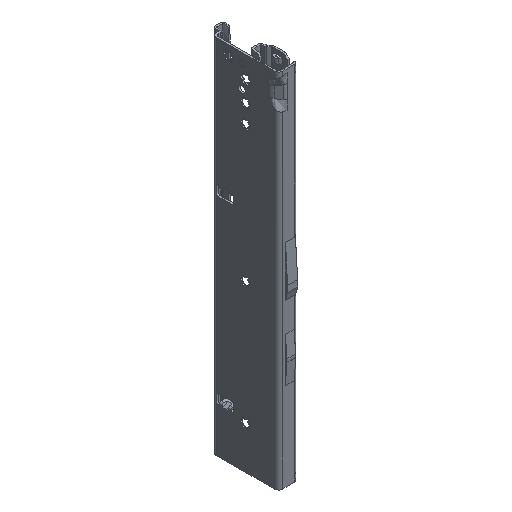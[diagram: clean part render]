
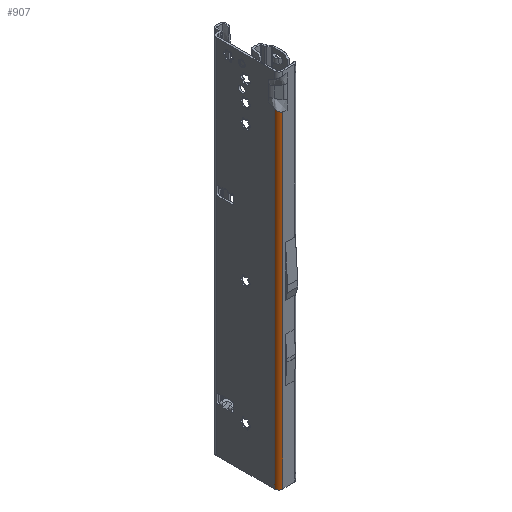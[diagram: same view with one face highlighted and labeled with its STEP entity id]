
A CAD part, isometric view. The second image highlights one B-rep face of the part: STEP entity #907.
In plain terms, the highlighted cylindrical face has radius 3.5 mm (diameter 7 mm), a partial arc.
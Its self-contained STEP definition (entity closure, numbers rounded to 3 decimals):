
#446 = VECTOR ( 'NONE', #5212, 1000. ) ;
#581 = CARTESIAN_POINT ( 'NONE',  ( 2., -25.865, -450.031 ) ) ;
#907 = ADVANCED_FACE ( 'NONE', ( #32702 ), #5892, .T. ) ;
#949 = AXIS2_PLACEMENT_3D ( 'NONE', #30951, #10018, #10209 ) ;
#1920 = AXIS2_PLACEMENT_3D ( 'NONE', #581, #15271, #29977 ) ;
#2299 = B_SPLINE_CURVE_WITH_KNOTS ( 'NONE', 3,
 ( #13896, #3492, #6246, #33054, #12120, #20727, #38744 ),
 .UNSPECIFIED., .F., .F.,
 ( 4, 1, 1, 1, 4 ),
 ( 0.352, 0.457, 0.562, 0.666, 0.771 ),
 .UNSPECIFIED. ) ;
#2848 = VECTOR ( 'NONE', #4906, 1000. ) ;
#3492 = CARTESIAN_POINT ( 'NONE',  ( -1.5, -26.337, -27.296 ) ) ;
#4171 = CARTESIAN_POINT ( 'NONE',  ( -1.5, -25.865, -27.076 ) ) ;
#4906 = DIRECTION ( 'NONE',  ( 0., 0., 1. ) ) ;
#5118 = CARTESIAN_POINT ( 'NONE',  ( 2., -29.365, -29.389 ) ) ;
#5212 = DIRECTION ( 'NONE',  ( 0., 0., 1. ) ) ;
#5892 = CYLINDRICAL_SURFACE ( 'NONE', #1920, 3.5 ) ;
#6246 = CARTESIAN_POINT ( 'NONE',  ( -1.312, -27.235, -27.752 ) ) ;
#8835 = VERTEX_POINT ( 'NONE', #19564 ) ;
#10018 = DIRECTION ( 'NONE',  ( 0., 0., 1. ) ) ;
#10209 = DIRECTION ( 'NONE',  ( 1., 0., 0. ) ) ;
#10813 = CARTESIAN_POINT ( 'NONE',  ( -1.5, -25.865, -300. ) ) ;
#10858 = VERTEX_POINT ( 'NONE', #4171 ) ;
#11315 = EDGE_CURVE ( 'NONE', #8835, #32815, #37019, .T. ) ;
#11354 = EDGE_CURVE ( 'NONE', #37512, #8835, #17839, .T. ) ;
#11524 = ORIENTED_EDGE ( 'NONE', *, *, #38082, .F. ) ;
#12120 = CARTESIAN_POINT ( 'NONE',  ( 0.537, -29.146, -29.002 ) ) ;
#13896 = CARTESIAN_POINT ( 'NONE',  ( -1.5, -25.865, -27.076 ) ) ;
#15271 = DIRECTION ( 'NONE',  ( 0., 0., 1. ) ) ;
#17839 = CIRCLE ( 'NONE', #949, 3.5 ) ;
#19564 = CARTESIAN_POINT ( 'NONE',  ( 2., -29.365, -300. ) ) ;
#20474 = CARTESIAN_POINT ( 'NONE',  ( -1.5, -25.865, -300. ) ) ;
#20727 = CARTESIAN_POINT ( 'NONE',  ( 1.495, -29.365, -29.291 ) ) ;
#21733 = EDGE_LOOP ( 'NONE', ( #11524, #31437, #27079, #37620 ) ) ;
#27079 = ORIENTED_EDGE ( 'NONE', *, *, #11354, .T. ) ;
#28394 = CARTESIAN_POINT ( 'NONE',  ( 2., -29.365, 0. ) ) ;
#29977 = DIRECTION ( 'NONE',  ( 1., 0., 0. ) ) ;
#30951 = CARTESIAN_POINT ( 'NONE',  ( 2., -25.865, -300. ) ) ;
#31437 = ORIENTED_EDGE ( 'NONE', *, *, #35856, .F. ) ;
#32702 = FACE_OUTER_BOUND ( 'NONE', #21733, .T. ) ;
#32815 = VERTEX_POINT ( 'NONE', #5118 ) ;
#33054 = CARTESIAN_POINT ( 'NONE',  ( -0.58, -28.352, -28.415 ) ) ;
#35856 = EDGE_CURVE ( 'NONE', #37512, #10858, #38296, .T. ) ;
#37019 = LINE ( 'NONE', #28394, #2848 ) ;
#37512 = VERTEX_POINT ( 'NONE', #10813 ) ;
#37620 = ORIENTED_EDGE ( 'NONE', *, *, #11315, .T. ) ;
#38082 = EDGE_CURVE ( 'NONE', #10858, #32815, #2299, .T. ) ;
#38296 = LINE ( 'NONE', #20474, #446 ) ;
#38744 = CARTESIAN_POINT ( 'NONE',  ( 2., -29.365, -29.389 ) ) ;
